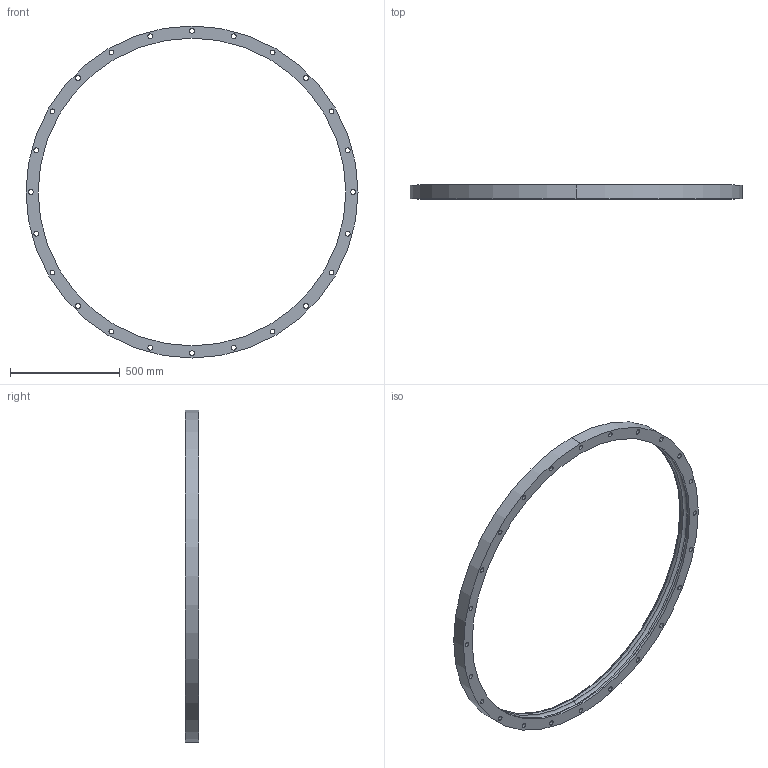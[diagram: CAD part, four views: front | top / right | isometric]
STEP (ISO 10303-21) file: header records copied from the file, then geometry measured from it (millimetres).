
FILE_DESCRIPTION (( 'STEP AP203' ), '1' );
FILE_NAME ('Changed_Ring-1_Default_sldprt.STEP', '2021-08-10T07:16:54', ( '' ), ( '' ), 'SwSTEP 2.0', 'SolidWorks 2021', '' );
FILE_SCHEMA (( 'CONFIG_CONTROL_DESIGN' ));
Length unit declared in the file: millimetre
Products named in the file (1): Changed_Ring-1_Default_sldprt
Bounding box: 1512 x 63 x 1512 mm (x, y, z)
Volume: 13445437.4 mm3; surface area: 1357893.2 mm2
Topology: 1 solids, 1 shells, 68 faces, 184 edges, 120 vertices
Faces by surface type: cylinder 58, torus 6, plane 4
Entity records: 2387 total; most frequent: DIRECTION 448, CARTESIAN_POINT 373, ORIENTED_EDGE 368, AXIS2_PLACEMENT_3D 195, EDGE_CURVE 184, CIRCLE 126, EDGE_LOOP 120, VERTEX_POINT 120
